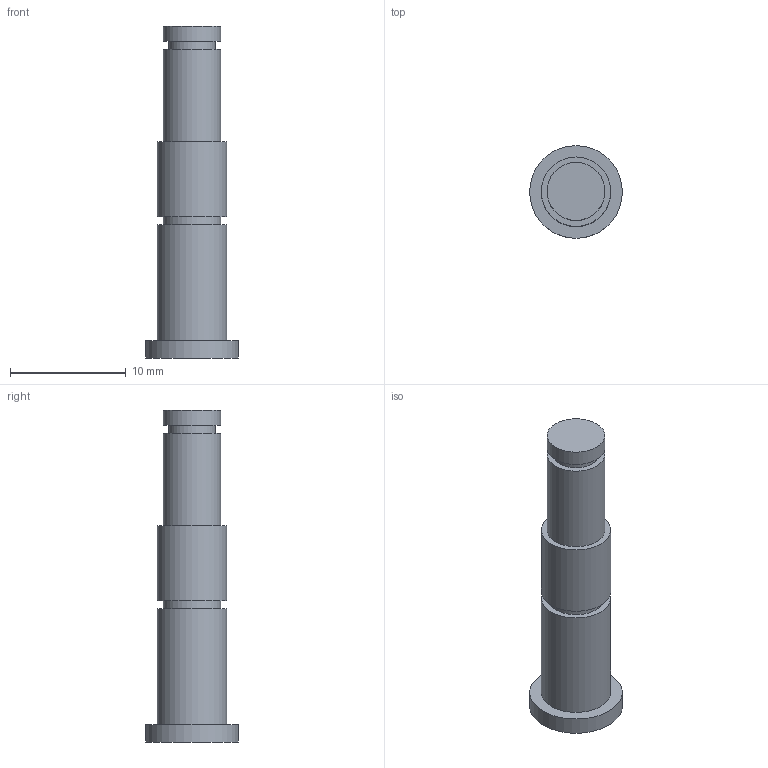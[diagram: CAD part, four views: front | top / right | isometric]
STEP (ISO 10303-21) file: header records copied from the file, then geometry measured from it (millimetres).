
FILE_DESCRIPTION(/* description */ (''),/* implementation_level */ '2;1');
FILE_NAME(/* name */ 'Stabilisator adapter festehub.stp',/* time_stamp */ '2025-08-07T16:59:44+02:00',/* author */ ('roone'),/* organization */ (''),/* preprocessor_version */ 'ST-DEVELOPER v20',/* originating_system */ 'Autodesk Inventor 2025',/* authorisation */ '');
FILE_SCHEMA (('AUTOMOTIVE_DESIGN { 1 0 10303 214 3 1 1 }'));
Length unit declared in the file: millimetre
Products named in the file (1): Stabilisator adapter festehub NEW
Bounding box: 8 x 8 x 28.69 mm (x, y, z)
Volume: 746.8 mm3; surface area: 646.4 mm2
Topology: 1 solids, 1 shells, 15 faces, 21 edges, 14 vertices
Faces by surface type: plane 8, cylinder 7
Full cylindrical faces by diameter (mm): 4 x1, 5 x3, 6 x2, 8 x1
Entity records: 372 total; most frequent: DIRECTION 67, CARTESIAN_POINT 51, ORIENTED_EDGE 42, AXIS2_PLACEMENT_3D 30, EDGE_LOOP 21, EDGE_CURVE 21, FACE_OUTER_BOUND 15, ADVANCED_FACE 15
